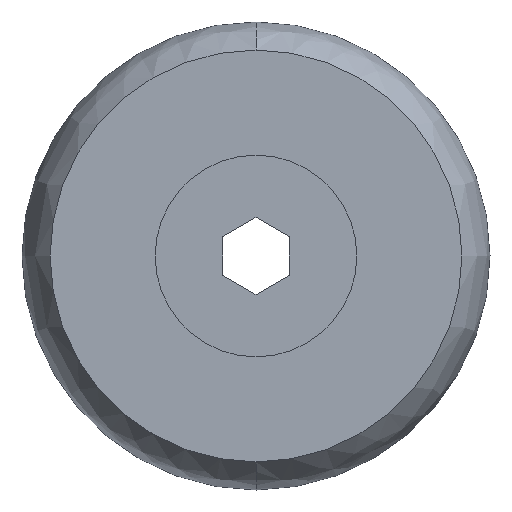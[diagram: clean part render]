
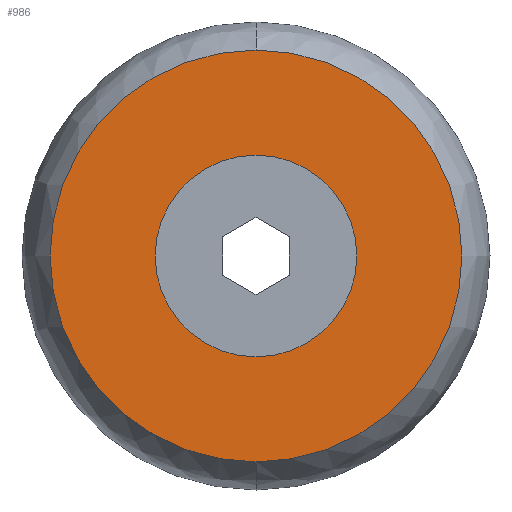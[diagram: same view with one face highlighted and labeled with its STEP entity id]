
A CAD part, front view. The second image highlights one B-rep face of the part: STEP entity #986.
In plain terms, the highlighted planar face has unit normal (0, -1, 0).
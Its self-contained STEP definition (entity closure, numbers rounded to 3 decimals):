
#69 = CIRCLE ( 'NONE', #794, 3.016 ) ;
#73 = CIRCLE ( 'NONE', #800, 6.16 ) ;
#241 = FACE_OUTER_BOUND ( 'NONE', #1242, .T. ) ;
#246 = FACE_BOUND ( 'NONE', #1251, .T. ) ;
#522 = CARTESIAN_POINT ( 'NONE',  ( -6.16, -2., 0. ) ) ;
#523 = PLANE ( 'NONE',  #896 ) ;
#524 = DIRECTION ( 'NONE',  ( 0., -1., 0. ) ) ;
#525 = DIRECTION ( 'NONE',  ( 0., 0., -1. ) ) ;
#539 = CARTESIAN_POINT ( 'NONE',  ( 0., -2., 6.16 ) ) ;
#547 = CARTESIAN_POINT ( 'NONE',  ( 0., -2., -6.16 ) ) ;
#551 = CARTESIAN_POINT ( 'NONE',  ( 0., -2., -3.016 ) ) ;
#552 = CARTESIAN_POINT ( 'NONE',  ( 0., -2., 3.016 ) ) ;
#648 = EDGE_CURVE ( 'NONE', #1332, #1331, #1288, .T. ) ;
#652 = EDGE_CURVE ( 'NONE', #1327, #1319, #1292, .T. ) ;
#702 = EDGE_CURVE ( 'NONE', #1331, #1332, #69, .T. ) ;
#705 = EDGE_CURVE ( 'NONE', #1319, #1327, #73, .T. ) ;
#772 = AXIS2_PLACEMENT_3D ( 'NONE', #1413, #1414, #1415 ) ;
#776 = AXIS2_PLACEMENT_3D ( 'NONE', #1425, #1426, #1427 ) ;
#794 = AXIS2_PLACEMENT_3D ( 'NONE', #1542, #1549, #1550 ) ;
#800 = AXIS2_PLACEMENT_3D ( 'NONE', #1556, #1558, #1559 ) ;
#896 = AXIS2_PLACEMENT_3D ( 'NONE', #522, #524, #525 ) ;
#986 = ADVANCED_FACE ( 'NONE', ( #241, #246 ), #523, .T. ) ;
#1171 = ORIENTED_EDGE ( 'NONE', *, *, #705, .F. ) ;
#1172 = ORIENTED_EDGE ( 'NONE', *, *, #652, .F. ) ;
#1173 = ORIENTED_EDGE ( 'NONE', *, *, #648, .T. ) ;
#1174 = ORIENTED_EDGE ( 'NONE', *, *, #702, .T. ) ;
#1242 = EDGE_LOOP ( 'NONE', ( #1171, #1172 ) ) ;
#1251 = EDGE_LOOP ( 'NONE', ( #1173, #1174 ) ) ;
#1288 = CIRCLE ( 'NONE', #772, 3.016 ) ;
#1292 = CIRCLE ( 'NONE', #776, 6.16 ) ;
#1319 = VERTEX_POINT ( 'NONE', #539 ) ;
#1327 = VERTEX_POINT ( 'NONE', #547 ) ;
#1331 = VERTEX_POINT ( 'NONE', #551 ) ;
#1332 = VERTEX_POINT ( 'NONE', #552 ) ;
#1413 = CARTESIAN_POINT ( 'NONE',  ( 0., -2., 0. ) ) ;
#1414 = DIRECTION ( 'NONE',  ( 0., 1., 0. ) ) ;
#1415 = DIRECTION ( 'NONE',  ( 0., 0., 1. ) ) ;
#1425 = CARTESIAN_POINT ( 'NONE',  ( 0., -2., 0. ) ) ;
#1426 = DIRECTION ( 'NONE',  ( 0., 1., 0. ) ) ;
#1427 = DIRECTION ( 'NONE',  ( 0., 0., 1. ) ) ;
#1542 = CARTESIAN_POINT ( 'NONE',  ( 0., -2., 0. ) ) ;
#1549 = DIRECTION ( 'NONE',  ( 0., 1., 0. ) ) ;
#1550 = DIRECTION ( 'NONE',  ( 0., 0., 1. ) ) ;
#1556 = CARTESIAN_POINT ( 'NONE',  ( 0., -2., 0. ) ) ;
#1558 = DIRECTION ( 'NONE',  ( 0., 1., 0. ) ) ;
#1559 = DIRECTION ( 'NONE',  ( 0., 0., 1. ) ) ;
